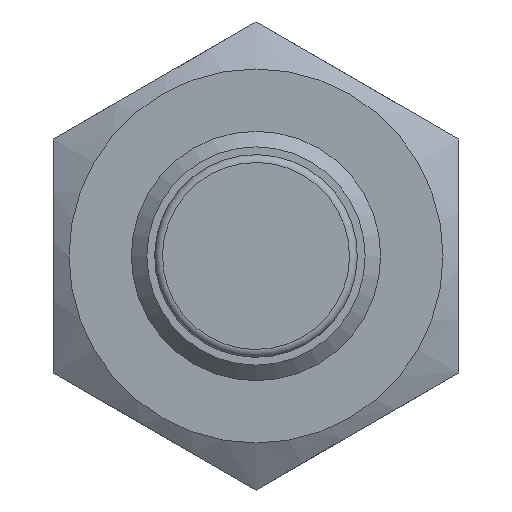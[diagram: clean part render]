
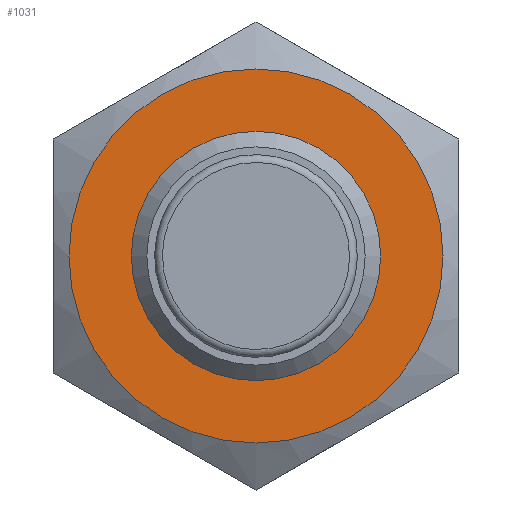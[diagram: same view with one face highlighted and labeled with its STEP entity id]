
A CAD part, left-side view. The second image highlights one B-rep face of the part: STEP entity #1031.
In plain terms, the highlighted planar face has unit normal (-1, 0, 0).
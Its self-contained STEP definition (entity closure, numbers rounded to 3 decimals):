
#1031 = ADVANCED_FACE('',(#1032,#1067),#1045,.T.);
#1032 = FACE_BOUND('',#1033,.T.);
#1033 = EDGE_LOOP('',(#1034));
#1034 = ORIENTED_EDGE('',*,*,#1035,.T.);
#1035 = EDGE_CURVE('',#1036,#1036,#1038,.T.);
#1036 = VERTEX_POINT('',#1037);
#1037 = CARTESIAN_POINT('',(-28.466,5.196,-3.));
#1038 = SURFACE_CURVE('',#1039,(#1044,#1056),.PCURVE_S1.);
#1039 = CIRCLE('',#1040,6.);
#1040 = AXIS2_PLACEMENT_3D('',#1041,#1042,#1043);
#1041 = CARTESIAN_POINT('',(-28.466,0.,
    0.));
#1042 = DIRECTION('',(-1.,0.,0.));
#1043 = DIRECTION('',(0.,0.866,-0.5));
#1044 = PCURVE('',#1045,#1050);
#1045 = PLANE('',#1046);
#1046 = AXIS2_PLACEMENT_3D('',#1047,#1048,#1049);
#1047 = CARTESIAN_POINT('',(-28.466,0.,
    0.));
#1048 = DIRECTION('',(-1.,0.,0.));
#1049 = DIRECTION('',(0.,-0.5,-0.866));
#1050 = DEFINITIONAL_REPRESENTATION('',(#1051),#1055);
#1051 = CIRCLE('',#1052,6.);
#1052 = AXIS2_PLACEMENT_2D('',#1053,#1054);
#1053 = CARTESIAN_POINT('',(0.,0.));
#1054 = DIRECTION('',(0.,-1.));
#1055 = ( GEOMETRIC_REPRESENTATION_CONTEXT(2) 
PARAMETRIC_REPRESENTATION_CONTEXT() REPRESENTATION_CONTEXT('2D SPACE',''
  ) );
#1056 = PCURVE('',#1057,#1062);
#1057 = CONICAL_SURFACE('',#1058,8.,1.047);
#1058 = AXIS2_PLACEMENT_3D('',#1059,#1060,#1061);
#1059 = CARTESIAN_POINT('',(-27.311,0.,
    0.));
#1060 = DIRECTION('',(1.,0.,0.));
#1061 = DIRECTION('',(0.,0.866,-0.5));
#1062 = DEFINITIONAL_REPRESENTATION('',(#1063),#1066);
#1063 = B_SPLINE_CURVE_WITH_KNOTS('',1,(#1064,#1065),.UNSPECIFIED.,.F.,
  .F.,(2,2),(0.,6.283),.PIECEWISE_BEZIER_KNOTS.);
#1064 = CARTESIAN_POINT('',(6.283,-1.155));
#1065 = CARTESIAN_POINT('',(0.,-1.155));
#1066 = ( GEOMETRIC_REPRESENTATION_CONTEXT(2) 
PARAMETRIC_REPRESENTATION_CONTEXT() REPRESENTATION_CONTEXT('2D SPACE',''
  ) );
#1067 = FACE_BOUND('',#1068,.T.);
#1068 = EDGE_LOOP('',(#1069,#1099));
#1069 = ORIENTED_EDGE('',*,*,#1070,.F.);
#1070 = EDGE_CURVE('',#1071,#1073,#1075,.T.);
#1071 = VERTEX_POINT('',#1072);
#1072 = CARTESIAN_POINT('',(-28.466,-4.,0.));
#1073 = VERTEX_POINT('',#1074);
#1074 = CARTESIAN_POINT('',(-28.466,4.,0.));
#1075 = SURFACE_CURVE('',#1076,(#1081,#1088),.PCURVE_S1.);
#1076 = CIRCLE('',#1077,4.);
#1077 = AXIS2_PLACEMENT_3D('',#1078,#1079,#1080);
#1078 = CARTESIAN_POINT('',(-28.466,0.,0.));
#1079 = DIRECTION('',(-1.,0.,0.));
#1080 = DIRECTION('',(0.,1.,0.));
#1081 = PCURVE('',#1045,#1082);
#1082 = DEFINITIONAL_REPRESENTATION('',(#1083),#1087);
#1083 = CIRCLE('',#1084,4.);
#1084 = AXIS2_PLACEMENT_2D('',#1085,#1086);
#1085 = CARTESIAN_POINT('',(0.,0.));
#1086 = DIRECTION('',(-0.5,-0.866));
#1087 = ( GEOMETRIC_REPRESENTATION_CONTEXT(2) 
PARAMETRIC_REPRESENTATION_CONTEXT() REPRESENTATION_CONTEXT('2D SPACE',''
  ) );
#1088 = PCURVE('',#1089,#1094);
#1089 = CYLINDRICAL_SURFACE('',#1090,4.);
#1090 = AXIS2_PLACEMENT_3D('',#1091,#1092,#1093);
#1091 = CARTESIAN_POINT('',(-22.5,0.,0.));
#1092 = DIRECTION('',(1.,0.,0.));
#1093 = DIRECTION('',(0.,1.,0.));
#1094 = DEFINITIONAL_REPRESENTATION('',(#1095),#1098);
#1095 = B_SPLINE_CURVE_WITH_KNOTS('',1,(#1096,#1097),.UNSPECIFIED.,.F.,
  .F.,(2,2),(3.142,6.283),.PIECEWISE_BEZIER_KNOTS.);
#1096 = CARTESIAN_POINT('',(3.142,-5.966));
#1097 = CARTESIAN_POINT('',(0.,-5.966));
#1098 = ( GEOMETRIC_REPRESENTATION_CONTEXT(2) 
PARAMETRIC_REPRESENTATION_CONTEXT() REPRESENTATION_CONTEXT('2D SPACE',''
  ) );
#1099 = ORIENTED_EDGE('',*,*,#1100,.F.);
#1100 = EDGE_CURVE('',#1073,#1071,#1101,.T.);
#1101 = SURFACE_CURVE('',#1102,(#1107,#1114),.PCURVE_S1.);
#1102 = CIRCLE('',#1103,4.);
#1103 = AXIS2_PLACEMENT_3D('',#1104,#1105,#1106);
#1104 = CARTESIAN_POINT('',(-28.466,0.,0.));
#1105 = DIRECTION('',(-1.,0.,0.));
#1106 = DIRECTION('',(0.,1.,0.));
#1107 = PCURVE('',#1045,#1108);
#1108 = DEFINITIONAL_REPRESENTATION('',(#1109),#1113);
#1109 = CIRCLE('',#1110,4.);
#1110 = AXIS2_PLACEMENT_2D('',#1111,#1112);
#1111 = CARTESIAN_POINT('',(0.,0.));
#1112 = DIRECTION('',(-0.5,-0.866));
#1113 = ( GEOMETRIC_REPRESENTATION_CONTEXT(2) 
PARAMETRIC_REPRESENTATION_CONTEXT() REPRESENTATION_CONTEXT('2D SPACE',''
  ) );
#1114 = PCURVE('',#1089,#1115);
#1115 = DEFINITIONAL_REPRESENTATION('',(#1116),#1119);
#1116 = B_SPLINE_CURVE_WITH_KNOTS('',1,(#1117,#1118),.UNSPECIFIED.,.F.,
  .F.,(2,2),(6.283,9.425),.PIECEWISE_BEZIER_KNOTS.);
#1117 = CARTESIAN_POINT('',(6.283,-5.966));
#1118 = CARTESIAN_POINT('',(3.142,-5.966));
#1119 = ( GEOMETRIC_REPRESENTATION_CONTEXT(2) 
PARAMETRIC_REPRESENTATION_CONTEXT() REPRESENTATION_CONTEXT('2D SPACE',''
  ) );
